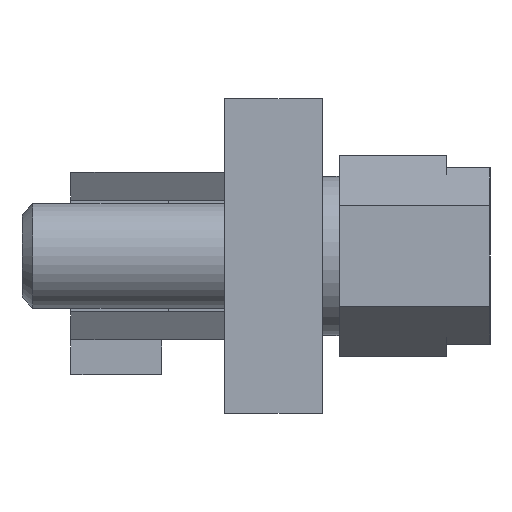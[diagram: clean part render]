
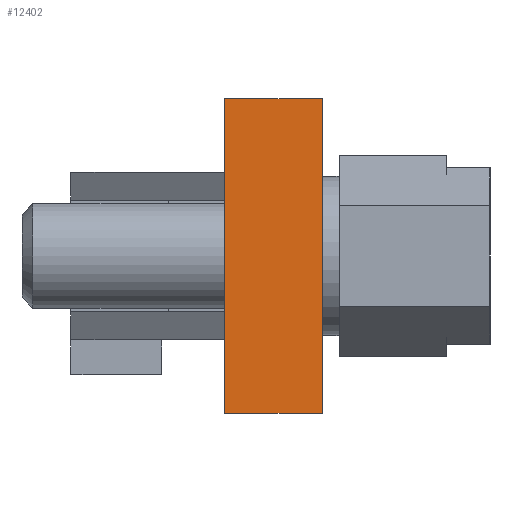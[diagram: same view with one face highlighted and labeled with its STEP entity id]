
A CAD part, left-side view. The second image highlights one B-rep face of the part: STEP entity #12402.
In plain terms, the highlighted planar face has unit normal (-1, 0, 0).
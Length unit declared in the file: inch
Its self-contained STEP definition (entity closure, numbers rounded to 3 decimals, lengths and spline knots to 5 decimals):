
#822=LINE('',#18501,#2472);
#867=LINE('',#18596,#2517);
#1124=LINE('',#19108,#2774);
#1126=LINE('',#19111,#2776);
#2472=VECTOR('',#15107,39.37008);
#2517=VECTOR('',#15174,39.37008);
#2774=VECTOR('',#15441,39.37008);
#2776=VECTOR('',#15445,39.37008);
#5320=ORIENTED_EDGE('',*,*,#7667,.T.);
#5321=ORIENTED_EDGE('',*,*,#7928,.F.);
#5322=ORIENTED_EDGE('',*,*,#7618,.F.);
#5323=ORIENTED_EDGE('',*,*,#7926,.T.);
#7618=EDGE_CURVE('',#9066,#9067,#822,.T.);
#7667=EDGE_CURVE('',#9106,#9105,#867,.T.);
#7926=EDGE_CURVE('',#9066,#9106,#1124,.T.);
#7928=EDGE_CURVE('',#9067,#9105,#1126,.T.);
#9066=VERTEX_POINT('',#18500);
#9067=VERTEX_POINT('',#18502);
#9105=VERTEX_POINT('',#18595);
#9106=VERTEX_POINT('',#18597);
#10164=EDGE_LOOP('',(#5320,#5321,#5322,#5323));
#11012=FACE_BOUND('',#10164,.T.);
#11719=PLANE('',#13194);
#12402=ADVANCED_FACE('',(#11012),#11719,.F.);
#13194=AXIS2_PLACEMENT_3D('',#19115,#15450,#15451);
#15107=DIRECTION('',(0.,0.,1.));
#15174=DIRECTION('',(0.,0.,1.));
#15441=DIRECTION('',(0.,-1.,0.));
#15445=DIRECTION('',(0.,-1.,0.));
#15450=DIRECTION('',(1.,0.,0.));
#15451=DIRECTION('',(0.,0.,-1.));
#18500=CARTESIAN_POINT('',(-1.05,0.07,-0.1125));
#18501=CARTESIAN_POINT('',(-1.05,0.07,-0.1125));
#18502=CARTESIAN_POINT('',(-1.05,0.07,0.1125));
#18595=CARTESIAN_POINT('',(-1.05,0.,0.1125));
#18596=CARTESIAN_POINT('',(-1.05,0.,-0.1125));
#18597=CARTESIAN_POINT('',(-1.05,0.,-0.1125));
#19108=CARTESIAN_POINT('',(-1.05,0.07,-0.1125));
#19111=CARTESIAN_POINT('',(-1.05,0.07,0.1125));
#19115=CARTESIAN_POINT('',(-1.05,0.07,-0.1125));
